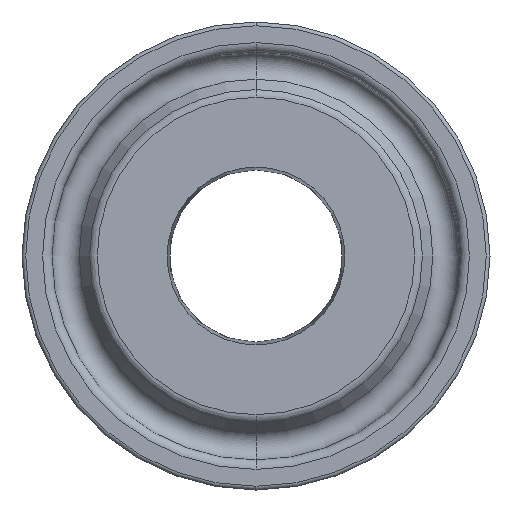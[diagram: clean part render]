
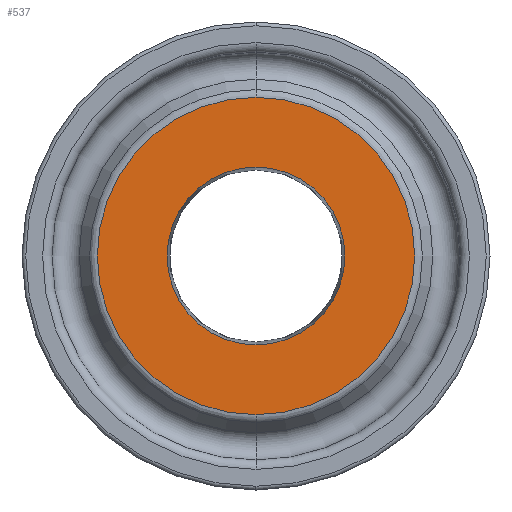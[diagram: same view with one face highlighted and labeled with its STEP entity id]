
A CAD part, left-side view. The second image highlights one B-rep face of the part: STEP entity #537.
In plain terms, the highlighted planar face has unit normal (-1, 0, 0).
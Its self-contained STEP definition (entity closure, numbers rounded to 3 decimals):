
#11 = EDGE_CURVE ( 'NONE', #934, #191, #503, .T. ) ;
#16 = CIRCLE ( 'NONE', #987, 4.75 ) ;
#48 = DIRECTION ( 'NONE',  ( 0., 0., 1. ) ) ;
#57 = DIRECTION ( 'NONE',  ( 0., 0., 1. ) ) ;
#74 = DIRECTION ( 'NONE',  ( -1., 0., 0. ) ) ;
#109 = CARTESIAN_POINT ( 'NONE',  ( 0.8, 0., -4.75 ) ) ;
#128 = ORIENTED_EDGE ( 'NONE', *, *, #886, .F. ) ;
#145 = FACE_OUTER_BOUND ( 'NONE', #555, .T. ) ;
#169 = CARTESIAN_POINT ( 'NONE',  ( 0.8, 0., 4.75 ) ) ;
#174 = ORIENTED_EDGE ( 'NONE', *, *, #912, .T. ) ;
#191 = VERTEX_POINT ( 'NONE', #817 ) ;
#289 = CARTESIAN_POINT ( 'NONE',  ( 0.8, 0., 0. ) ) ;
#293 = AXIS2_PLACEMENT_3D ( 'NONE', #604, #442, #700 ) ;
#310 = EDGE_LOOP ( 'NONE', ( #128, #508 ) ) ;
#318 = DIRECTION ( 'NONE',  ( -1., 0., 0. ) ) ;
#389 = CARTESIAN_POINT ( 'NONE',  ( 0.8, 0., -8.478 ) ) ;
#442 = DIRECTION ( 'NONE',  ( -1., 0., 0. ) ) ;
#479 = ORIENTED_EDGE ( 'NONE', *, *, #11, .T. ) ;
#503 = CIRCLE ( 'NONE', #686, 8.478 ) ;
#508 = ORIENTED_EDGE ( 'NONE', *, *, #892, .F. ) ;
#521 = DIRECTION ( 'NONE',  ( 0., 0., 1. ) ) ;
#530 = CIRCLE ( 'NONE', #293, 4.75 ) ;
#537 = ADVANCED_FACE ( 'NONE', ( #656, #145 ), #1059, .T. ) ;
#555 = EDGE_LOOP ( 'NONE', ( #174, #479 ) ) ;
#573 = DIRECTION ( 'NONE',  ( 0., 0., 1. ) ) ;
#604 = CARTESIAN_POINT ( 'NONE',  ( 0.8, 0., 0. ) ) ;
#610 = CARTESIAN_POINT ( 'NONE',  ( 0.8, 0., 0. ) ) ;
#656 = FACE_BOUND ( 'NONE', #310, .T. ) ;
#686 = AXIS2_PLACEMENT_3D ( 'NONE', #720, #318, #57 ) ;
#700 = DIRECTION ( 'NONE',  ( 0., 0., 1. ) ) ;
#720 = CARTESIAN_POINT ( 'NONE',  ( 0.8, 0., 0. ) ) ;
#742 = VERTEX_POINT ( 'NONE', #169 ) ;
#805 = AXIS2_PLACEMENT_3D ( 'NONE', #973, #74, #573 ) ;
#817 = CARTESIAN_POINT ( 'NONE',  ( 0.8, 0., 8.478 ) ) ;
#830 = VERTEX_POINT ( 'NONE', #109 ) ;
#852 = DIRECTION ( 'NONE',  ( -1., 0., 0. ) ) ;
#882 = AXIS2_PLACEMENT_3D ( 'NONE', #610, #924, #521 ) ;
#886 = EDGE_CURVE ( 'NONE', #742, #830, #16, .T. ) ;
#892 = EDGE_CURVE ( 'NONE', #830, #742, #530, .T. ) ;
#912 = EDGE_CURVE ( 'NONE', #191, #934, #1043, .T. ) ;
#924 = DIRECTION ( 'NONE',  ( -1., 0., 0. ) ) ;
#934 = VERTEX_POINT ( 'NONE', #389 ) ;
#973 = CARTESIAN_POINT ( 'NONE',  ( 0.8, 0., 0. ) ) ;
#987 = AXIS2_PLACEMENT_3D ( 'NONE', #289, #852, #48 ) ;
#1043 = CIRCLE ( 'NONE', #882, 8.478 ) ;
#1059 = PLANE ( 'NONE',  #805 ) ;
